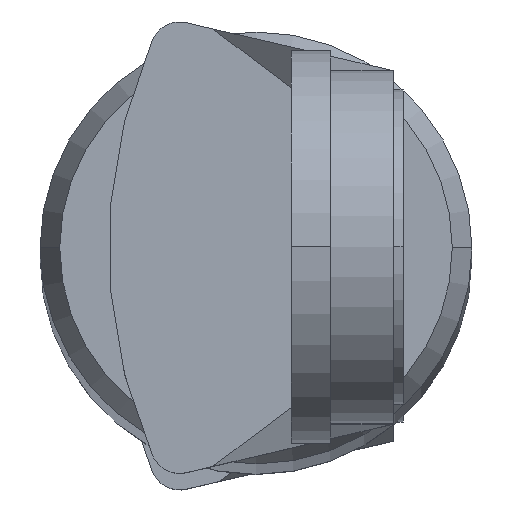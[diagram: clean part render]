
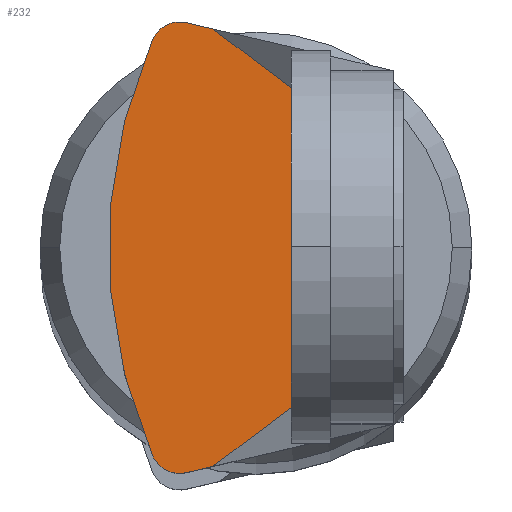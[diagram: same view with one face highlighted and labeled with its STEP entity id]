
A CAD part, top view. The second image highlights one B-rep face of the part: STEP entity #232.
In plain terms, the highlighted planar face has unit normal (0, 0, 1).
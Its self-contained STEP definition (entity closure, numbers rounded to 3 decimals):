
#232=ADVANCED_FACE('',(#573),#572,.F.);
#572=PLANE('',#1245);
#573=FACE_OUTER_BOUND('',#1246,.T.);
#1242=CARTESIAN_POINT('',(5.174,-14.092,372.2));
#1243=DIRECTION('',(0.,0.,-1.));
#1244=DIRECTION('',(-1.,0.,0.));
#1245=AXIS2_PLACEMENT_3D('',#1242,#1243,#1244);
#1246=EDGE_LOOP('',(#1804,#1805,#1806,#1807,#1808,#1809,#1810,#1811));
#1804=ORIENTED_EDGE('',*,*,#2112,.T.);
#1805=ORIENTED_EDGE('',*,*,#2143,.F.);
#1806=ORIENTED_EDGE('',*,*,#2130,.F.);
#1807=ORIENTED_EDGE('',*,*,#2144,.F.);
#1808=ORIENTED_EDGE('',*,*,#2145,.T.);
#1809=ORIENTED_EDGE('',*,*,#2124,.F.);
#1810=ORIENTED_EDGE('',*,*,#2121,.F.);
#1811=ORIENTED_EDGE('',*,*,#2118,.F.);
#2112=EDGE_CURVE('',#2606,#2607,#2608,.T.);
#2118=EDGE_CURVE('',#2606,#2647,#2648,.T.);
#2121=EDGE_CURVE('',#2647,#2667,#2668,.T.);
#2124=EDGE_CURVE('',#2667,#2687,#2688,.T.);
#2130=EDGE_CURVE('',#2721,#2728,#2729,.T.);
#2143=EDGE_CURVE('',#2728,#2607,#2813,.T.);
#2144=EDGE_CURVE('',#2819,#2721,#2820,.T.);
#2145=EDGE_CURVE('',#2819,#2687,#2826,.T.);
#2606=VERTEX_POINT('',#3752);
#2607=VERTEX_POINT('',#3753);
#2608=LINE('',#3754,#3755);
#2647=VERTEX_POINT('',#3775);
#2648=CIRCLE('',#3779,1.5);
#2667=VERTEX_POINT('',#3788);
#2668=CIRCLE('',#3792,26.323);
#2687=VERTEX_POINT('',#3801);
#2688=CIRCLE('',#3805,1.5);
#2721=VERTEX_POINT('',#3822);
#2728=VERTEX_POINT('',#3826);
#2729=LINE('',#3827,#3828);
#2813=LINE('',#3875,#3876);
#2819=VERTEX_POINT('',#3878);
#2820=LINE('',#3879,#3880);
#2826=LINE('',#3882,#3883);
#3752=CARTESIAN_POINT('',(-3.556,-11.461,372.2));
#3753=CARTESIAN_POINT('',(-2.198,-11.144,372.2));
#3754=CARTESIAN_POINT('',(-3.556,-11.461,372.2));
#3755=VECTOR('',#3756,1.394);
#3756=DIRECTION('',(0.974,0.227,0.));
#3775=CARTESIAN_POINT('',(-5.27,-10.604,372.2));
#3776=CARTESIAN_POINT('',(-3.897,-10.,372.2));
#3777=DIRECTION('',(0.,0.,-1.));
#3778=DIRECTION('',(1.,0.,0.));
#3779=AXIS2_PLACEMENT_3D('',#3776,#3777,#3778);
#3788=CARTESIAN_POINT('',(-5.27,10.604,372.2));
#3789=CARTESIAN_POINT('',(18.823,0.,372.2));
#3790=DIRECTION('',(0.,0.,-1.));
#3791=DIRECTION('',(1.,0.,0.));
#3792=AXIS2_PLACEMENT_3D('',#3789,#3790,#3791);
#3801=CARTESIAN_POINT('',(-3.556,11.461,372.2));
#3802=CARTESIAN_POINT('',(-3.897,10.,372.2));
#3803=DIRECTION('',(0.,0.,-1.));
#3804=DIRECTION('',(1.,0.,0.));
#3805=AXIS2_PLACEMENT_3D('',#3802,#3803,#3804);
#3822=CARTESIAN_POINT('',(3.8,6.625,372.2));
#3826=CARTESIAN_POINT('',(3.8,-6.625,372.2));
#3827=CARTESIAN_POINT('',(3.8,6.625,372.2));
#3828=VECTOR('',#3829,13.25);
#3829=DIRECTION('',(0.,-1.,0.));
#3875=CARTESIAN_POINT('',(3.8,-6.625,372.2));
#3876=VECTOR('',#3877,7.51);
#3877=DIRECTION('',(-0.799,-0.602,0.));
#3878=CARTESIAN_POINT('',(-2.198,11.144,372.2));
#3879=CARTESIAN_POINT('',(-2.198,11.144,372.2));
#3880=VECTOR('',#3881,7.51);
#3881=DIRECTION('',(0.799,-0.602,0.));
#3882=CARTESIAN_POINT('',(-2.198,11.144,372.2));
#3883=VECTOR('',#3884,1.394);
#3884=DIRECTION('',(-0.974,0.227,0.));
